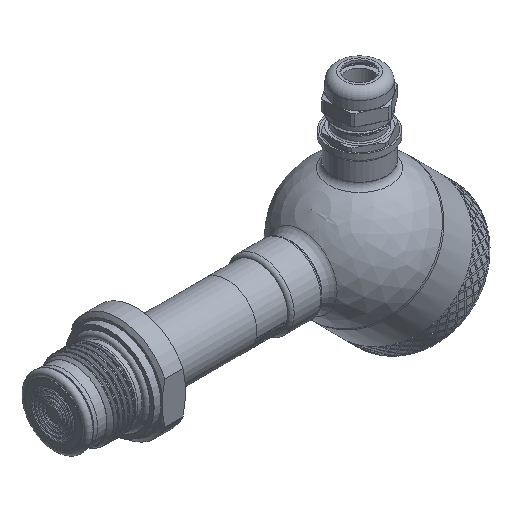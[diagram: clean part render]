
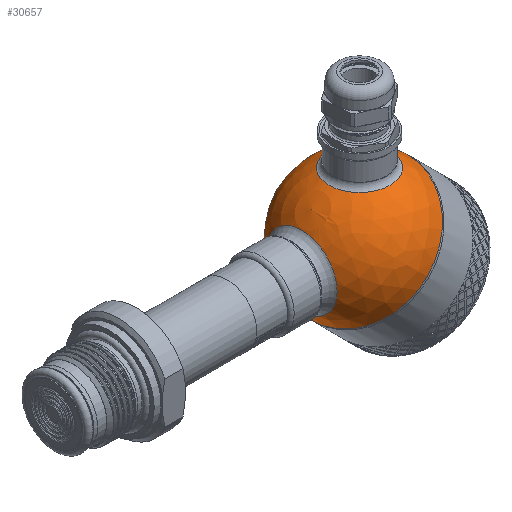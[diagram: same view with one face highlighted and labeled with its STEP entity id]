
A CAD part, isometric view. The second image highlights one B-rep face of the part: STEP entity #30657.
In plain terms, the highlighted spherical face has radius 30 mm.
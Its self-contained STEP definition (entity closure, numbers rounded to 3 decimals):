
#16=SPHERICAL_SURFACE('',#32267,30.);
#4927=FACE_BOUND('',#10752,.T.);
#4928=FACE_BOUND('',#10753,.T.);
#8641=FACE_OUTER_BOUND('',#10751,.T.);
#10751=EDGE_LOOP('',(#28264,#28265,#28266,#28267));
#10752=EDGE_LOOP('',(#28268));
#10753=EDGE_LOOP('',(#28269));
#11414=CIRCLE('',#32264,15.643);
#11417=CIRCLE('',#32268,30.);
#11418=CIRCLE('',#32269,30.);
#11419=CIRCLE('',#32270,30.);
#11420=CIRCLE('',#32271,13.5);
#14446=VERTEX_POINT('',#76435);
#14448=VERTEX_POINT('',#76441);
#14449=VERTEX_POINT('',#76442);
#14450=VERTEX_POINT('',#76444);
#14451=VERTEX_POINT('',#76447);
#19064=EDGE_CURVE('',#14446,#14446,#11414,.T.);
#19067=EDGE_CURVE('',#14448,#14449,#11417,.T.);
#19068=EDGE_CURVE('',#14448,#14450,#11418,.T.);
#19069=EDGE_CURVE('',#14449,#14448,#11419,.T.);
#19070=EDGE_CURVE('',#14451,#14451,#11420,.T.);
#28264=ORIENTED_EDGE('',*,*,#19067,.F.);
#28265=ORIENTED_EDGE('',*,*,#19068,.T.);
#28266=ORIENTED_EDGE('',*,*,#19068,.F.);
#28267=ORIENTED_EDGE('',*,*,#19069,.F.);
#28268=ORIENTED_EDGE('',*,*,#19064,.F.);
#28269=ORIENTED_EDGE('',*,*,#19070,.F.);
#30657=ADVANCED_FACE('',(#8641,#4927,#4928),#16,.T.);
#32264=AXIS2_PLACEMENT_3D('',#76436,#36118,#36119);
#32267=AXIS2_PLACEMENT_3D('',#76440,#36124,#36125);
#32268=AXIS2_PLACEMENT_3D('',#76443,#36126,#36127);
#32269=AXIS2_PLACEMENT_3D('',#76445,#36128,#36129);
#32270=AXIS2_PLACEMENT_3D('',#76446,#36130,#36131);
#32271=AXIS2_PLACEMENT_3D('',#76448,#36132,#36133);
#36118=DIRECTION('center_axis',(-0.707,0.,0.707));
#36119=DIRECTION('ref_axis',(0.707,0.,0.707));
#36124=DIRECTION('center_axis',(1.,0.,0.));
#36125=DIRECTION('ref_axis',(0.,-1.,0.));
#36126=DIRECTION('center_axis',(1.,0.,0.));
#36127=DIRECTION('ref_axis',(0.,1.,0.));
#36128=DIRECTION('center_axis',(0.,0.,1.));
#36129=DIRECTION('ref_axis',(0.,1.,0.));
#36130=DIRECTION('center_axis',(1.,0.,0.));
#36131=DIRECTION('ref_axis',(0.,1.,0.));
#36132=DIRECTION('center_axis',(-0.707,0.,-0.707));
#36133=DIRECTION('ref_axis',(-0.707,0.,0.707));
#76435=CARTESIAN_POINT('',(-29.162,0.,7.04));
#76436=CARTESIAN_POINT('Origin',(-18.101,0.,18.101));
#76440=CARTESIAN_POINT('Origin',(0.,0.,0.));
#76441=CARTESIAN_POINT('',(0.,30.,0.));
#76442=CARTESIAN_POINT('',(0.,-30.,0.));
#76443=CARTESIAN_POINT('Origin',(0.,0.,0.));
#76444=CARTESIAN_POINT('',(-30.,0.,0.));
#76445=CARTESIAN_POINT('Origin',(0.,0.,0.));
#76446=CARTESIAN_POINT('Origin',(0.,0.,0.));
#76447=CARTESIAN_POINT('',(-9.398,0.,-28.49));
#76448=CARTESIAN_POINT('Origin',(-18.944,0.,-18.944));
